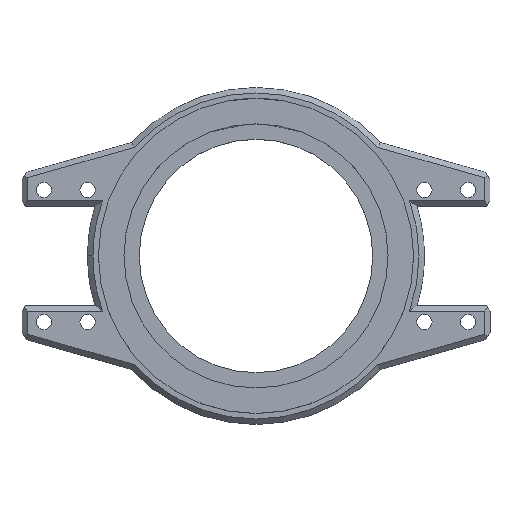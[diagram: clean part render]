
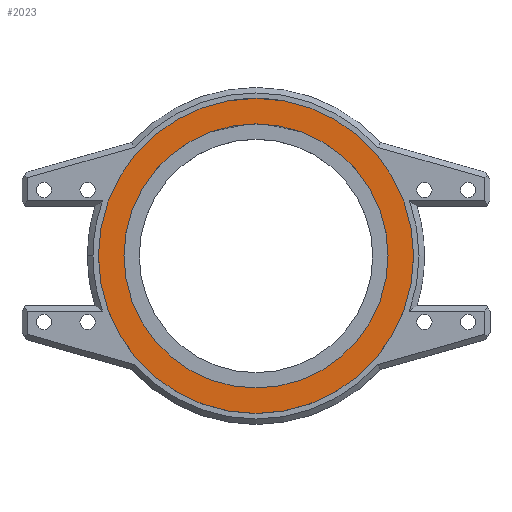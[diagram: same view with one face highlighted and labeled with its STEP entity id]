
A CAD part, top view. The second image highlights one B-rep face of the part: STEP entity #2023.
In plain terms, the highlighted planar face has unit normal (0, 0, 1).
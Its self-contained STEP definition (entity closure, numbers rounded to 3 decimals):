
#96 = AXIS2_PLACEMENT_3D ( 'NONE', #2001, #186, #1660 ) ;
#139 = AXIS2_PLACEMENT_3D ( 'NONE', #456, #2352, #1972 ) ;
#186 = DIRECTION ( 'NONE',  ( 0., 0., -1. ) ) ;
#212 = VERTEX_POINT ( 'NONE', #305 ) ;
#256 = CIRCLE ( 'NONE', #139, 43.2 ) ;
#265 = EDGE_LOOP ( 'NONE', ( #1552, #1633 ) ) ;
#305 = CARTESIAN_POINT ( 'NONE',  ( -43.2, 0., 12. ) ) ;
#311 = EDGE_CURVE ( 'NONE', #2035, #212, #2002, .T. ) ;
#375 = EDGE_CURVE ( 'NONE', #2269, #589, #870, .T. ) ;
#380 = CARTESIAN_POINT ( 'NONE',  ( -36.2, 0., 12. ) ) ;
#392 = PLANE ( 'NONE',  #925 ) ;
#406 = CIRCLE ( 'NONE', #1766, 36.2 ) ;
#450 = ORIENTED_EDGE ( 'NONE', *, *, #2353, .T. ) ;
#456 = CARTESIAN_POINT ( 'NONE',  ( 0., 0., 12. ) ) ;
#506 = DIRECTION ( 'NONE',  ( 0., 0., -1. ) ) ;
#555 = DIRECTION ( 'NONE',  ( 1., 0., 0. ) ) ;
#589 = VERTEX_POINT ( 'NONE', #380 ) ;
#595 = ORIENTED_EDGE ( 'NONE', *, *, #375, .T. ) ;
#678 = CARTESIAN_POINT ( 'NONE',  ( 36.2, 0., 12. ) ) ;
#696 = EDGE_CURVE ( 'NONE', #212, #2035, #256, .T. ) ;
#870 = CIRCLE ( 'NONE', #96, 36.2 ) ;
#912 = CARTESIAN_POINT ( 'NONE',  ( 43.2, 0., 12. ) ) ;
#925 = AXIS2_PLACEMENT_3D ( 'NONE', #1353, #1299, #1143 ) ;
#937 = CARTESIAN_POINT ( 'NONE',  ( 0., 0., 12. ) ) ;
#947 = AXIS2_PLACEMENT_3D ( 'NONE', #1386, #506, #555 ) ;
#1077 = EDGE_LOOP ( 'NONE', ( #450, #595 ) ) ;
#1128 = DIRECTION ( 'NONE',  ( 1., 0., 0. ) ) ;
#1143 = DIRECTION ( 'NONE',  ( 1., 0., 0. ) ) ;
#1159 = FACE_OUTER_BOUND ( 'NONE', #265, .T. ) ;
#1299 = DIRECTION ( 'NONE',  ( 0., 0., 1. ) ) ;
#1353 = CARTESIAN_POINT ( 'NONE',  ( 0., 0., 12. ) ) ;
#1386 = CARTESIAN_POINT ( 'NONE',  ( 0., 0., 12. ) ) ;
#1477 = DIRECTION ( 'NONE',  ( 0., 0., -1. ) ) ;
#1552 = ORIENTED_EDGE ( 'NONE', *, *, #696, .F. ) ;
#1633 = ORIENTED_EDGE ( 'NONE', *, *, #311, .F. ) ;
#1660 = DIRECTION ( 'NONE',  ( 1., 0., 0. ) ) ;
#1716 = FACE_BOUND ( 'NONE', #1077, .T. ) ;
#1766 = AXIS2_PLACEMENT_3D ( 'NONE', #937, #1477, #1128 ) ;
#1972 = DIRECTION ( 'NONE',  ( 1., 0., 0. ) ) ;
#2001 = CARTESIAN_POINT ( 'NONE',  ( 0., 0., 12. ) ) ;
#2002 = CIRCLE ( 'NONE', #947, 43.2 ) ;
#2023 = ADVANCED_FACE ( 'NONE', ( #1159, #1716 ), #392, .T. ) ;
#2035 = VERTEX_POINT ( 'NONE', #912 ) ;
#2269 = VERTEX_POINT ( 'NONE', #678 ) ;
#2352 = DIRECTION ( 'NONE',  ( 0., 0., -1. ) ) ;
#2353 = EDGE_CURVE ( 'NONE', #589, #2269, #406, .T. ) ;
